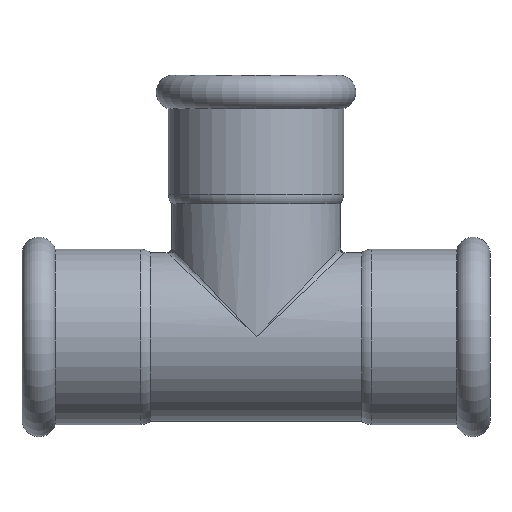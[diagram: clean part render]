
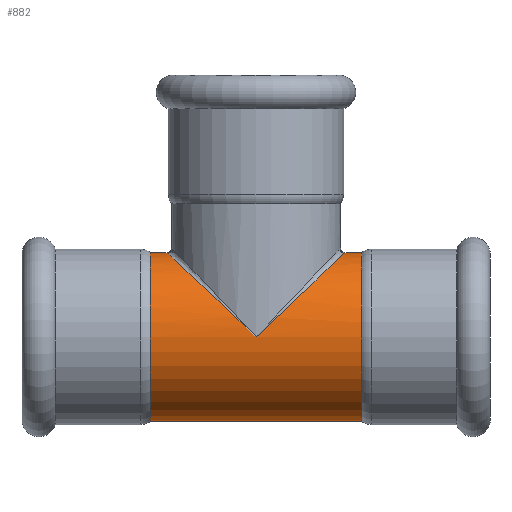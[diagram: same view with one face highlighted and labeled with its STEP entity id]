
A CAD part, front view. The second image highlights one B-rep face of the part: STEP entity #882.
In plain terms, the highlighted cylindrical face has radius 18.5 mm (diameter 37 mm), a full revolution.
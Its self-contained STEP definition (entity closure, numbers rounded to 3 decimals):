
#26=ELLIPSE('',#1008,26.879,18.5);
#28=ELLIPSE('',#1010,26.879,18.5);
#54=LINE('',#2351,#78);
#55=LINE('',#2353,#79);
#78=VECTOR('',#1291,18.5);
#79=VECTOR('',#1292,18.5);
#99=CYLINDRICAL_SURFACE('',#1017,18.5);
#133=FACE_OUTER_BOUND('',#176,.T.);
#176=EDGE_LOOP('',(#719,#720,#721,#722,#723,#724,#725,#726,#727,#728,#729,
#730));
#262=CIRCLE('',#1018,18.5);
#263=CIRCLE('',#1019,18.5);
#264=CIRCLE('',#1020,18.5);
#265=CIRCLE('',#1021,18.5);
#266=CIRCLE('',#1022,18.5);
#267=CIRCLE('',#1023,18.5);
#359=VERTEX_POINT('',#1607);
#361=VERTEX_POINT('',#1610);
#371=VERTEX_POINT('',#2346);
#372=VERTEX_POINT('',#2347);
#373=VERTEX_POINT('',#2349);
#374=VERTEX_POINT('',#2352);
#375=VERTEX_POINT('',#2354);
#376=VERTEX_POINT('',#2356);
#483=EDGE_CURVE('',#361,#359,#26,.T.);
#485=EDGE_CURVE('',#359,#361,#28,.T.);
#501=EDGE_CURVE('',#371,#372,#262,.T.);
#502=EDGE_CURVE('',#373,#371,#263,.T.);
#503=EDGE_CURVE('',#373,#361,#54,.T.);
#504=EDGE_CURVE('',#361,#374,#55,.T.);
#505=EDGE_CURVE('',#374,#375,#264,.T.);
#506=EDGE_CURVE('',#375,#376,#265,.T.);
#507=EDGE_CURVE('',#376,#374,#266,.T.);
#508=EDGE_CURVE('',#372,#373,#267,.T.);
#719=ORIENTED_EDGE('',*,*,#501,.F.);
#720=ORIENTED_EDGE('',*,*,#502,.F.);
#721=ORIENTED_EDGE('',*,*,#503,.T.);
#722=ORIENTED_EDGE('',*,*,#504,.T.);
#723=ORIENTED_EDGE('',*,*,#505,.T.);
#724=ORIENTED_EDGE('',*,*,#506,.T.);
#725=ORIENTED_EDGE('',*,*,#507,.T.);
#726=ORIENTED_EDGE('',*,*,#504,.F.);
#727=ORIENTED_EDGE('',*,*,#485,.F.);
#728=ORIENTED_EDGE('',*,*,#483,.F.);
#729=ORIENTED_EDGE('',*,*,#503,.F.);
#730=ORIENTED_EDGE('',*,*,#508,.F.);
#882=ADVANCED_FACE('',(#133),#99,.T.);
#1008=AXIS2_PLACEMENT_3D('',#1612,#1263,#1264);
#1010=AXIS2_PLACEMENT_3D('',#1664,#1267,#1268);
#1017=AXIS2_PLACEMENT_3D('',#2345,#1285,#1286);
#1018=AXIS2_PLACEMENT_3D('',#2348,#1287,#1288);
#1019=AXIS2_PLACEMENT_3D('',#2350,#1289,#1290);
#1020=AXIS2_PLACEMENT_3D('',#2355,#1293,#1294);
#1021=AXIS2_PLACEMENT_3D('',#2357,#1295,#1296);
#1022=AXIS2_PLACEMENT_3D('',#2358,#1297,#1298);
#1023=AXIS2_PLACEMENT_3D('',#2359,#1299,#1300);
#1263=DIRECTION('center_axis',(-0.688,0.,0.725));
#1264=DIRECTION('ref_axis',(0.725,0.,0.688));
#1267=DIRECTION('center_axis',(0.688,0.,0.725));
#1268=DIRECTION('ref_axis',(-0.725,0.,0.688));
#1285=DIRECTION('center_axis',(1.,0.,0.));
#1286=DIRECTION('ref_axis',(0.,1.,0.));
#1287=DIRECTION('center_axis',(1.,0.,0.));
#1288=DIRECTION('ref_axis',(0.,1.,0.));
#1289=DIRECTION('center_axis',(1.,0.,0.));
#1290=DIRECTION('ref_axis',(0.,1.,0.));
#1291=DIRECTION('',(-1.,0.,0.));
#1292=DIRECTION('',(-1.,0.,0.));
#1293=DIRECTION('center_axis',(1.,0.,0.));
#1294=DIRECTION('ref_axis',(0.,1.,0.));
#1295=DIRECTION('center_axis',(1.,0.,0.));
#1296=DIRECTION('ref_axis',(0.,1.,0.));
#1297=DIRECTION('center_axis',(1.,0.,0.));
#1298=DIRECTION('ref_axis',(0.,1.,0.));
#1299=DIRECTION('center_axis',(1.,0.,0.));
#1300=DIRECTION('ref_axis',(0.,1.,0.));
#1607=CARTESIAN_POINT('',(0.,18.5,0.));
#1610=CARTESIAN_POINT('',(0.,-18.5,0.));
#1612=CARTESIAN_POINT('Origin',(0.,0.,
0.));
#1664=CARTESIAN_POINT('Origin',(0.,0.,
0.));
#2345=CARTESIAN_POINT('Origin',(18.55,0.,0.));
#2346=CARTESIAN_POINT('',(23.15,18.5,0.));
#2347=CARTESIAN_POINT('',(23.15,0.,18.5));
#2348=CARTESIAN_POINT('Origin',(23.15,0.,0.));
#2349=CARTESIAN_POINT('',(23.15,-18.5,0.));
#2350=CARTESIAN_POINT('Origin',(23.15,0.,0.));
#2351=CARTESIAN_POINT('',(18.55,-18.5,0.));
#2352=CARTESIAN_POINT('',(-23.15,-18.5,0.));
#2353=CARTESIAN_POINT('',(18.55,-18.5,0.));
#2354=CARTESIAN_POINT('',(-23.15,18.5,0.));
#2355=CARTESIAN_POINT('Origin',(-23.15,0.,0.));
#2356=CARTESIAN_POINT('',(-23.15,0.,18.5));
#2357=CARTESIAN_POINT('Origin',(-23.15,0.,0.));
#2358=CARTESIAN_POINT('Origin',(-23.15,0.,0.));
#2359=CARTESIAN_POINT('Origin',(23.15,0.,0.));
